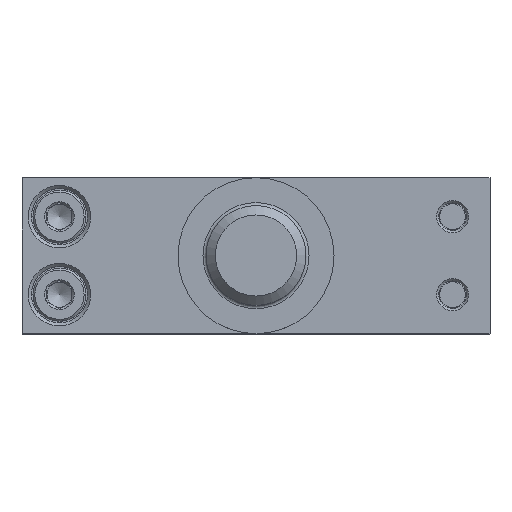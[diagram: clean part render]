
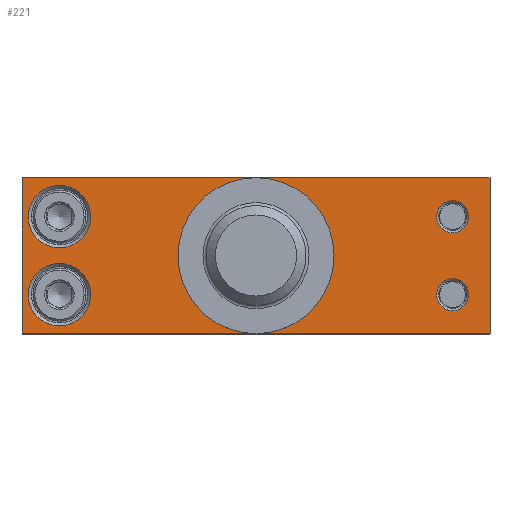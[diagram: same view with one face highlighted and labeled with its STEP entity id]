
A CAD part, top view. The second image highlights one B-rep face of the part: STEP entity #221.
In plain terms, the highlighted planar face has unit normal (0, 0, 1).
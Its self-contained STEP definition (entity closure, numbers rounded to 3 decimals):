
#123=CARTESIAN_POINT('',(-26.5,-6.25,19.0));
#124=VERTEX_POINT('',#123);
#125=CARTESIAN_POINT('',(-31.5,-6.25,19.0));
#126=DIRECTION('',(0.0,0.0,1.0));
#127=DIRECTION('',(-1.0,0.0,0.0));
#128=AXIS2_PLACEMENT_3D('',#125,#126,#127);
#129=CIRCLE('',#128,5.);
#130=EDGE_CURVE('',#124,#124,#129,.T.);
#135=CARTESIAN_POINT('',(0.,0.,19.0));
#136=DIRECTION('',(0.0,0.0,1.0));
#137=DIRECTION('',(1.0,0.0,0.0));
#138=AXIS2_PLACEMENT_3D('',#135,#136,#137);
#139=PLANE('',#138);
#140=CARTESIAN_POINT('',(37.5,12.5,19.0));
#141=VERTEX_POINT('',#140);
#142=CARTESIAN_POINT('',(37.5,-12.5,19.0));
#143=VERTEX_POINT('',#142);
#144=CARTESIAN_POINT('',(37.5,12.5,19.0));
#145=DIRECTION('',(0.0,-1.0,0.0));
#146=VECTOR('',#145,25.0);
#147=LINE('',#144,#146);
#148=EDGE_CURVE('',#141,#143,#147,.T.);
#149=ORIENTED_EDGE('',*,*,#148,.F.);
#150=CARTESIAN_POINT('',(-37.5,12.5,19.0));
#151=VERTEX_POINT('',#150);
#152=CARTESIAN_POINT('',(-37.5,12.5,19.0));
#153=DIRECTION('',(1.0,0.0,0.0));
#154=VECTOR('',#153,75.0);
#155=LINE('',#152,#154);
#156=EDGE_CURVE('',#151,#141,#155,.T.);
#157=ORIENTED_EDGE('',*,*,#156,.F.);
#158=CARTESIAN_POINT('',(-37.5,-12.5,19.0));
#159=VERTEX_POINT('',#158);
#160=CARTESIAN_POINT('',(-37.5,-12.5,19.0));
#161=DIRECTION('',(0.0,1.0,0.0));
#162=VECTOR('',#161,25.);
#163=LINE('',#160,#162);
#164=EDGE_CURVE('',#159,#151,#163,.T.);
#165=ORIENTED_EDGE('',*,*,#164,.F.);
#166=CARTESIAN_POINT('',(37.5,-12.5,19.0));
#167=DIRECTION('',(-1.0,0.0,0.0));
#168=VECTOR('',#167,75.0);
#169=LINE('',#166,#168);
#170=EDGE_CURVE('',#143,#159,#169,.T.);
#171=ORIENTED_EDGE('',*,*,#170,.F.);
#172=EDGE_LOOP('',(#149,#157,#165,#171));
#173=FACE_OUTER_BOUND('',#172,.T.);
#174=CARTESIAN_POINT('',(34.067,6.25,19.0));
#175=VERTEX_POINT('',#174);
#176=CARTESIAN_POINT('',(31.5,6.25,19.0));
#177=DIRECTION('',(0.0,0.0,1.0));
#178=DIRECTION('',(-1.0,0.0,0.0));
#179=AXIS2_PLACEMENT_3D('',#176,#177,#178);
#180=CIRCLE('',#179,2.567);
#181=EDGE_CURVE('',#175,#175,#180,.T.);
#182=ORIENTED_EDGE('',*,*,#181,.F.);
#183=EDGE_LOOP('',(#182));
#184=FACE_BOUND('',#183,.T.);
#185=CARTESIAN_POINT('',(-26.5,6.25,19.0));
#186=VERTEX_POINT('',#185);
#187=CARTESIAN_POINT('',(-31.5,6.25,19.0));
#188=DIRECTION('',(0.0,0.0,1.0));
#189=DIRECTION('',(-1.0,0.0,0.0));
#190=AXIS2_PLACEMENT_3D('',#187,#188,#189);
#191=CIRCLE('',#190,5.);
#192=EDGE_CURVE('',#186,#186,#191,.T.);
#193=ORIENTED_EDGE('',*,*,#192,.F.);
#194=EDGE_LOOP('',(#193));
#195=FACE_BOUND('',#194,.T.);
#196=CARTESIAN_POINT('',(8.5,0.,19.0));
#197=VERTEX_POINT('',#196);
#198=CARTESIAN_POINT('',(0.0,0.0,19.0));
#199=DIRECTION('',(0.0,0.0,1.0));
#200=DIRECTION('',(-1.0,0.0,0.0));
#201=AXIS2_PLACEMENT_3D('',#198,#199,#200);
#202=CIRCLE('',#201,8.5);
#203=EDGE_CURVE('',#197,#197,#202,.T.);
#204=ORIENTED_EDGE('',*,*,#203,.F.);
#205=EDGE_LOOP('',(#204));
#206=FACE_BOUND('',#205,.T.);
#207=CARTESIAN_POINT('',(34.067,-6.25,19.0));
#208=VERTEX_POINT('',#207);
#209=CARTESIAN_POINT('',(31.5,-6.25,19.0));
#210=DIRECTION('',(0.0,0.0,1.0));
#211=DIRECTION('',(-1.0,0.0,0.0));
#212=AXIS2_PLACEMENT_3D('',#209,#210,#211);
#213=CIRCLE('',#212,2.567);
#214=EDGE_CURVE('',#208,#208,#213,.T.);
#215=ORIENTED_EDGE('',*,*,#214,.F.);
#216=EDGE_LOOP('',(#215));
#217=FACE_BOUND('',#216,.T.);
#218=ORIENTED_EDGE('',*,*,#130,.F.);
#219=EDGE_LOOP('',(#218));
#220=FACE_BOUND('',#219,.T.);
#221=ADVANCED_FACE('',(#173,#184,#195,#206,#217,#220),#139,.T.);
